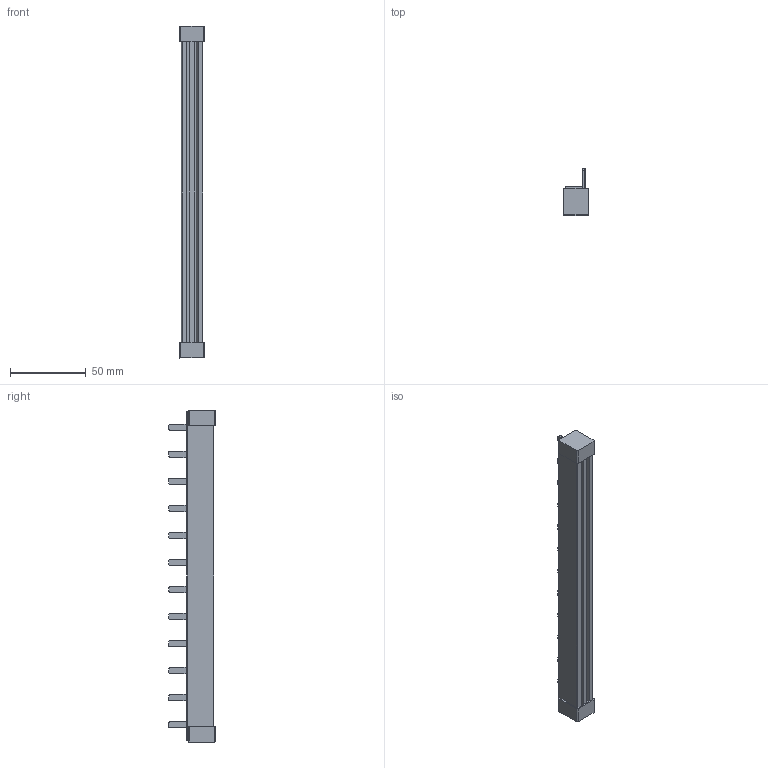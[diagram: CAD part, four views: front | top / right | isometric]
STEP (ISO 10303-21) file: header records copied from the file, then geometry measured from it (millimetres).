
FILE_DESCRIPTION (( 'STEP AP203' ), '1' );
FILE_NAME ('Trifaze Müþterek W Otomat Barasý - 4 Modül -- ONKA - 3051.STEP', '2020-08-18T14:37:21', ( '' ), ( '' ), 'SwSTEP 2.0', 'SolidWorks 2011', '' );
FILE_SCHEMA (( 'CONFIG_CONTROL_DESIGN' ));
Length unit declared in the file: millimetre
Products named in the file (1): Trifaze Müþterek W Otomat Barasý - 4 Modül -- ONKA - 3051
Bounding box: 16.4 x 30.75 x 219 mm (x, y, z)
Volume: 41136.3 mm3; surface area: 29803.1 mm2
Topology: 1 solids, 2 shells, 726 faces, 2178 edges, 1448 vertices
Faces by surface type: plane 632, cylinder 94
Entity records: 24269 total; most frequent: ORIENTED_EDGE 4356, CARTESIAN_POINT 4353, DIRECTION 3848, EDGE_CURVE 2178, LINE 1962, VECTOR 1962, VERTEX_POINT 1448, AXIS2_PLACEMENT_3D 943
